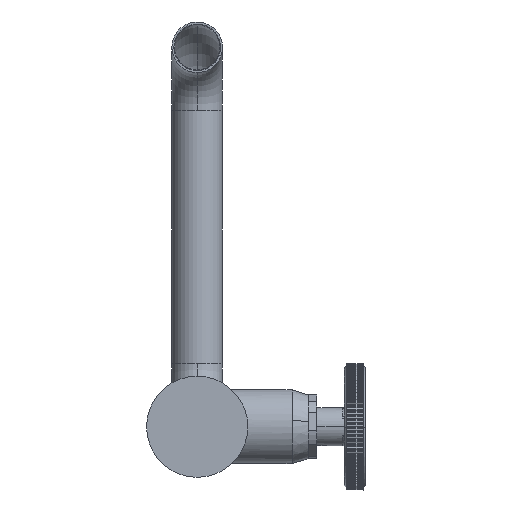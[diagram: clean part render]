
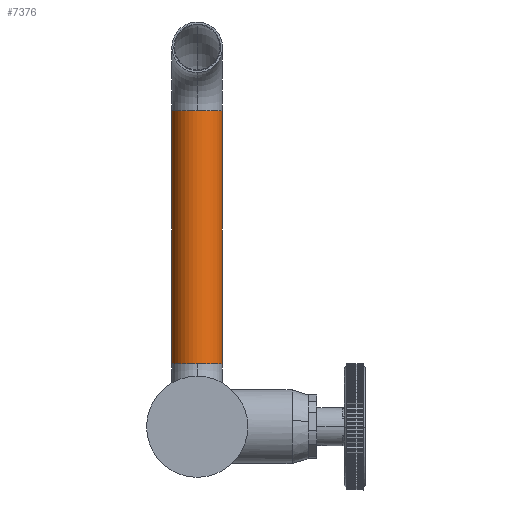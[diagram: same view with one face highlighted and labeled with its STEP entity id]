
A CAD part, front view. The second image highlights one B-rep face of the part: STEP entity #7376.
In plain terms, the highlighted cylindrical face has radius 12 mm (diameter 24 mm), a partial arc.
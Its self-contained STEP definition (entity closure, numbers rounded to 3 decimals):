
#256 = DIRECTION ( 'NONE',  ( 0., 0., 1. ) ) ;
#754 = LINE ( 'NONE', #16989, #17433 ) ;
#1215 = CIRCLE ( 'NONE', #5494, 12. ) ;
#1857 = CARTESIAN_POINT ( 'NONE',  ( 11.3, 384.911, 78. ) ) ;
#2125 = DIRECTION ( 'NONE',  ( 1., 0., 0. ) ) ;
#2455 = DIRECTION ( 'NONE',  ( 0., 0., 1. ) ) ;
#2506 = CARTESIAN_POINT ( 'NONE',  ( 11.3, 384.911, 78. ) ) ;
#2586 = EDGE_CURVE ( 'NONE', #11943, #12913, #9748, .T. ) ;
#3220 = DIRECTION ( 'NONE',  ( 0., 0., 1. ) ) ;
#3545 = ORIENTED_EDGE ( 'NONE', *, *, #8155, .T. ) ;
#4474 = CARTESIAN_POINT ( 'NONE',  ( -0.7, 384.911, 198. ) ) ;
#4615 = DIRECTION ( 'NONE',  ( 0., 0., 1. ) ) ;
#5166 = DIRECTION ( 'NONE',  ( 0., 0., 1. ) ) ;
#5494 = AXIS2_PLACEMENT_3D ( 'NONE', #4474, #4615, #11475 ) ;
#5609 = AXIS2_PLACEMENT_3D ( 'NONE', #20798, #256, #2125 ) ;
#6371 = AXIS2_PLACEMENT_3D ( 'NONE', #7343, #2455, #19325 ) ;
#6510 = FACE_OUTER_BOUND ( 'NONE', #10741, .T. ) ;
#6635 = DIRECTION ( 'NONE',  ( -1., 0., 0. ) ) ;
#6703 = VERTEX_POINT ( 'NONE', #1857 ) ;
#6779 = CARTESIAN_POINT ( 'NONE',  ( -0.7, 384.911, 78. ) ) ;
#7343 = CARTESIAN_POINT ( 'NONE',  ( -0.7, 384.911, 78. ) ) ;
#7376 = ADVANCED_FACE ( 'NONE', ( #6510 ), #10267, .T. ) ;
#7830 = CARTESIAN_POINT ( 'NONE',  ( -0.7, 372.911, 198. ) ) ;
#8155 = EDGE_CURVE ( 'NONE', #19252, #17009, #18505, .T. ) ;
#8420 = LINE ( 'NONE', #2506, #14869 ) ;
#8505 = DIRECTION ( 'NONE',  ( 0., 0., 1. ) ) ;
#9295 = CARTESIAN_POINT ( 'NONE',  ( 11.3, 384.911, 198. ) ) ;
#9597 = CIRCLE ( 'NONE', #6371, 12. ) ;
#9748 = CIRCLE ( 'NONE', #15871, 12. ) ;
#10142 = DIRECTION ( 'NONE',  ( -1., 0., 0. ) ) ;
#10251 = EDGE_CURVE ( 'NONE', #19252, #11943, #754, .T. ) ;
#10267 = CYLINDRICAL_SURFACE ( 'NONE', #5609, 12. ) ;
#10741 = EDGE_LOOP ( 'NONE', ( #21280, #3545, #16239, #20373, #10934, #18444 ) ) ;
#10934 = ORIENTED_EDGE ( 'NONE', *, *, #14435, .F. ) ;
#11295 = DIRECTION ( 'NONE',  ( 0., 0., 1. ) ) ;
#11475 = DIRECTION ( 'NONE',  ( -1., 0., 0. ) ) ;
#11692 = VERTEX_POINT ( 'NONE', #9295 ) ;
#11943 = VERTEX_POINT ( 'NONE', #12577 ) ;
#12360 = CARTESIAN_POINT ( 'NONE',  ( -12.7, 384.911, 78. ) ) ;
#12577 = CARTESIAN_POINT ( 'NONE',  ( -12.7, 384.911, 198. ) ) ;
#12913 = VERTEX_POINT ( 'NONE', #7830 ) ;
#13348 = CARTESIAN_POINT ( 'NONE',  ( -0.7, 372.911, 78. ) ) ;
#13399 = AXIS2_PLACEMENT_3D ( 'NONE', #6779, #8505, #10142 ) ;
#14435 = EDGE_CURVE ( 'NONE', #12913, #11692, #1215, .T. ) ;
#14869 = VECTOR ( 'NONE', #11295, 1000. ) ;
#15292 = CARTESIAN_POINT ( 'NONE',  ( -0.7, 384.911, 198. ) ) ;
#15871 = AXIS2_PLACEMENT_3D ( 'NONE', #15292, #3220, #6635 ) ;
#16239 = ORIENTED_EDGE ( 'NONE', *, *, #19760, .T. ) ;
#16989 = CARTESIAN_POINT ( 'NONE',  ( -12.7, 384.911, 78. ) ) ;
#17009 = VERTEX_POINT ( 'NONE', #13348 ) ;
#17433 = VECTOR ( 'NONE', #5166, 1000. ) ;
#18444 = ORIENTED_EDGE ( 'NONE', *, *, #2586, .F. ) ;
#18505 = CIRCLE ( 'NONE', #13399, 12. ) ;
#19252 = VERTEX_POINT ( 'NONE', #12360 ) ;
#19325 = DIRECTION ( 'NONE',  ( -1., 0., 0. ) ) ;
#19760 = EDGE_CURVE ( 'NONE', #17009, #6703, #9597, .T. ) ;
#20373 = ORIENTED_EDGE ( 'NONE', *, *, #21552, .T. ) ;
#20798 = CARTESIAN_POINT ( 'NONE',  ( -0.7, 384.911, 78. ) ) ;
#21280 = ORIENTED_EDGE ( 'NONE', *, *, #10251, .F. ) ;
#21552 = EDGE_CURVE ( 'NONE', #6703, #11692, #8420, .T. ) ;
